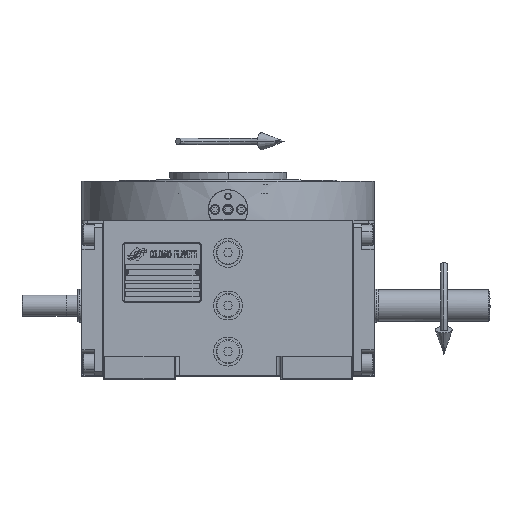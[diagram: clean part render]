
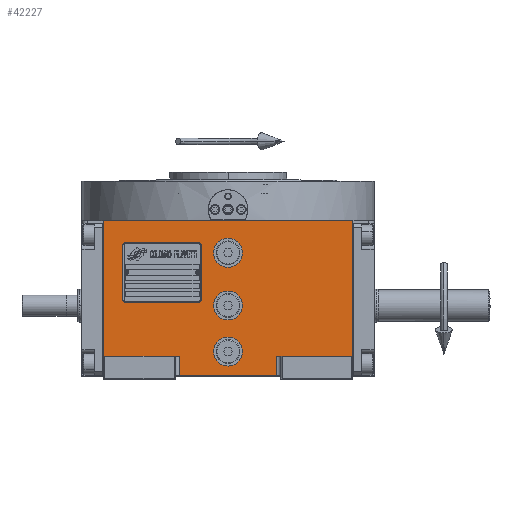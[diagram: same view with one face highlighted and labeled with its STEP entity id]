
A CAD part, top view. The second image highlights one B-rep face of the part: STEP entity #42227.
In plain terms, the highlighted planar face has unit normal (0, 0, 1).
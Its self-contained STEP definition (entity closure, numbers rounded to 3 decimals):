
#143 = VERTEX_POINT ( 'NONE', #2339 ) ;
#834 = VECTOR ( 'NONE', #55624, 1000. ) ;
#1543 = AXIS2_PLACEMENT_3D ( 'NONE', #25887, #40605, #25561 ) ;
#2319 = EDGE_CURVE ( 'NONE', #143, #15428, #42780, .T. ) ;
#2339 = CARTESIAN_POINT ( 'NONE',  ( 37., -38.5, 163.5 ) ) ;
#3430 = CARTESIAN_POINT ( 'NONE',  ( 0., -35., 163.5 ) ) ;
#3441 = DIRECTION ( 'NONE',  ( 1., 0., 0. ) ) ;
#4564 = CARTESIAN_POINT ( 'NONE',  ( 0., 0., 163.5 ) ) ;
#5152 = DIRECTION ( 'NONE',  ( 0., 0., 1. ) ) ;
#6261 = ORIENTED_EDGE ( 'NONE', *, *, #12950, .F. ) ;
#6380 = AXIS2_PLACEMENT_3D ( 'NONE', #63898, #23707, #3441 ) ;
#7124 = ORIENTED_EDGE ( 'NONE', *, *, #56816, .F. ) ;
#7839 = CIRCLE ( 'NONE', #1543, 11. ) ;
#8417 = VECTOR ( 'NONE', #9837, 1000. ) ;
#9402 = DIRECTION ( 'NONE',  ( -1., 0., 0. ) ) ;
#9788 = VERTEX_POINT ( 'NONE', #18719 ) ;
#9837 = DIRECTION ( 'NONE',  ( 0., 1., 0. ) ) ;
#9937 = EDGE_CURVE ( 'NONE', #15428, #55345, #38939, .T. ) ;
#11186 = CIRCLE ( 'NONE', #22648, 11. ) ;
#11261 = FACE_OUTER_BOUND ( 'NONE', #21053, .T. ) ;
#11646 = CARTESIAN_POINT ( 'NONE',  ( -94.5, -38.5, 163.5 ) ) ;
#11762 = CARTESIAN_POINT ( 'NONE',  ( -37., -53.5, 163.5 ) ) ;
#11913 = EDGE_LOOP ( 'NONE', ( #39293, #7124 ) ) ;
#12012 = VERTEX_POINT ( 'NONE', #46926 ) ;
#12072 = ORIENTED_EDGE ( 'NONE', *, *, #42693, .F. ) ;
#12603 = VECTOR ( 'NONE', #16977, 1000. ) ;
#12950 = EDGE_CURVE ( 'NONE', #60520, #12012, #35004, .T. ) ;
#13443 = VERTEX_POINT ( 'NONE', #11646 ) ;
#14374 = DIRECTION ( 'NONE',  ( 0., 1., 0. ) ) ;
#14405 = DIRECTION ( 'NONE',  ( -1., 0., 0. ) ) ;
#14696 = ORIENTED_EDGE ( 'NONE', *, *, #15507, .T. ) ;
#15006 = CARTESIAN_POINT ( 'NONE',  ( -37., -53.5, 163.5 ) ) ;
#15428 = VERTEX_POINT ( 'NONE', #45823 ) ;
#15507 = EDGE_CURVE ( 'NONE', #32147, #9788, #60544, .T. ) ;
#15777 = CARTESIAN_POINT ( 'NONE',  ( -37., -53.5, 163.5 ) ) ;
#15943 = CARTESIAN_POINT ( 'NONE',  ( 0., 40., 163.5 ) ) ;
#16512 = VECTOR ( 'NONE', #27396, 1000. ) ;
#16977 = DIRECTION ( 'NONE',  ( 1., 0., 0. ) ) ;
#18017 = AXIS2_PLACEMENT_3D ( 'NONE', #3430, #53430, #23047 ) ;
#18719 = CARTESIAN_POINT ( 'NONE',  ( 37., -53.5, 163.5 ) ) ;
#19323 = VERTEX_POINT ( 'NONE', #35694 ) ;
#19443 = VECTOR ( 'NONE', #44157, 1000. ) ;
#20261 = DIRECTION ( 'NONE',  ( 0., 0., 1. ) ) ;
#20384 = ORIENTED_EDGE ( 'NONE', *, *, #9937, .T. ) ;
#21053 = EDGE_LOOP ( 'NONE', ( #14696, #56072, #22846, #20384, #27564, #12072, #48364, #48725 ) ) ;
#21345 = EDGE_CURVE ( 'NONE', #12012, #60520, #51427, .T. ) ;
#22225 = VERTEX_POINT ( 'NONE', #59914 ) ;
#22488 = DIRECTION ( 'NONE',  ( 1., 0., 0. ) ) ;
#22648 = AXIS2_PLACEMENT_3D ( 'NONE', #4564, #20261, #14405 ) ;
#22846 = ORIENTED_EDGE ( 'NONE', *, *, #2319, .T. ) ;
#23047 = DIRECTION ( 'NONE',  ( 1., 0., 0. ) ) ;
#23252 = AXIS2_PLACEMENT_3D ( 'NONE', #15943, #5152, #9402 ) ;
#23707 = DIRECTION ( 'NONE',  ( 0., 0., 1. ) ) ;
#24119 = LINE ( 'NONE', #54192, #36795 ) ;
#24210 = CARTESIAN_POINT ( 'NONE',  ( 94.5, -38.5, 163.5 ) ) ;
#24755 = VECTOR ( 'NONE', #57648, 1000. ) ;
#25561 = DIRECTION ( 'NONE',  ( -1., 0., 0. ) ) ;
#25887 = CARTESIAN_POINT ( 'NONE',  ( 0., -35., 163.5 ) ) ;
#26568 = CARTESIAN_POINT ( 'NONE',  ( -94.5, -53.5, 163.5 ) ) ;
#26894 = FACE_BOUND ( 'NONE', #32146, .T. ) ;
#27370 = CARTESIAN_POINT ( 'NONE',  ( 0., 40., 163.5 ) ) ;
#27396 = DIRECTION ( 'NONE',  ( 1., 0., 0. ) ) ;
#27564 = ORIENTED_EDGE ( 'NONE', *, *, #48512, .F. ) ;
#28785 = CARTESIAN_POINT ( 'NONE',  ( -94.5, -38.5, 163.5 ) ) ;
#29143 = EDGE_CURVE ( 'NONE', #13443, #22225, #41315, .T. ) ;
#30806 = AXIS2_PLACEMENT_3D ( 'NONE', #27370, #52551, #22488 ) ;
#31195 = EDGE_CURVE ( 'NONE', #51083, #53557, #7839, .T. ) ;
#32146 = EDGE_LOOP ( 'NONE', ( #6261, #33341 ) ) ;
#32147 = VERTEX_POINT ( 'NONE', #11762 ) ;
#33341 = ORIENTED_EDGE ( 'NONE', *, *, #21345, .F. ) ;
#35004 = CIRCLE ( 'NONE', #30806, 11. ) ;
#35694 = CARTESIAN_POINT ( 'NONE',  ( -11., 0., 163.5 ) ) ;
#36081 = FACE_BOUND ( 'NONE', #49502, .T. ) ;
#36623 = CARTESIAN_POINT ( 'NONE',  ( 11., 0., 163.5 ) ) ;
#36744 = VECTOR ( 'NONE', #14374, 1000. ) ;
#36795 = VECTOR ( 'NONE', #45039, 1000. ) ;
#37047 = DIRECTION ( 'NONE',  ( 1., 0., 0. ) ) ;
#38939 = LINE ( 'NONE', #24210, #19443 ) ;
#39293 = ORIENTED_EDGE ( 'NONE', *, *, #49087, .F. ) ;
#39833 = VERTEX_POINT ( 'NONE', #36623 ) ;
#40140 = LINE ( 'NONE', #15006, #36744 ) ;
#40605 = DIRECTION ( 'NONE',  ( 0., 0., 1. ) ) ;
#41315 = LINE ( 'NONE', #57323, #24755 ) ;
#42111 = CARTESIAN_POINT ( 'NONE',  ( -94.5, 64.5, 163.5 ) ) ;
#42202 = ORIENTED_EDGE ( 'NONE', *, *, #31195, .F. ) ;
#42227 = ADVANCED_FACE ( 'NONE', ( #56983, #36081, #26894, #11261 ), #46208, .T. ) ;
#42693 = EDGE_CURVE ( 'NONE', #13443, #55590, #58582, .T. ) ;
#42780 = LINE ( 'NONE', #52258, #16512 ) ;
#43781 = CARTESIAN_POINT ( 'NONE',  ( -11., -35., 163.5 ) ) ;
#44157 = DIRECTION ( 'NONE',  ( 0., 1., 0. ) ) ;
#45036 = CARTESIAN_POINT ( 'NONE',  ( 11., -35., 163.5 ) ) ;
#45039 = DIRECTION ( 'NONE',  ( 0., -1., 0. ) ) ;
#45823 = CARTESIAN_POINT ( 'NONE',  ( 94.5, -38.5, 163.5 ) ) ;
#46208 = PLANE ( 'NONE',  #46960 ) ;
#46523 = DIRECTION ( 'NONE',  ( 0., 0., 1. ) ) ;
#46926 = CARTESIAN_POINT ( 'NONE',  ( -11., 40., 163.5 ) ) ;
#46960 = AXIS2_PLACEMENT_3D ( 'NONE', #26568, #46523, #37047 ) ;
#47146 = CARTESIAN_POINT ( 'NONE',  ( -94.5, 64.5, 163.5 ) ) ;
#47660 = LINE ( 'NONE', #42111, #12603 ) ;
#48364 = ORIENTED_EDGE ( 'NONE', *, *, #29143, .T. ) ;
#48459 = ORIENTED_EDGE ( 'NONE', *, *, #51687, .F. ) ;
#48512 = EDGE_CURVE ( 'NONE', #55590, #55345, #47660, .T. ) ;
#48725 = ORIENTED_EDGE ( 'NONE', *, *, #62091, .F. ) ;
#49087 = EDGE_CURVE ( 'NONE', #39833, #19323, #50185, .T. ) ;
#49354 = CARTESIAN_POINT ( 'NONE',  ( 11., 40., 163.5 ) ) ;
#49502 = EDGE_LOOP ( 'NONE', ( #48459, #42202 ) ) ;
#50185 = CIRCLE ( 'NONE', #6380, 11. ) ;
#51083 = VERTEX_POINT ( 'NONE', #43781 ) ;
#51427 = CIRCLE ( 'NONE', #23252, 11. ) ;
#51687 = EDGE_CURVE ( 'NONE', #53557, #51083, #53492, .T. ) ;
#52258 = CARTESIAN_POINT ( 'NONE',  ( 37., -38.5, 163.5 ) ) ;
#52551 = DIRECTION ( 'NONE',  ( 0., 0., 1. ) ) ;
#53430 = DIRECTION ( 'NONE',  ( 0., 0., 1. ) ) ;
#53492 = CIRCLE ( 'NONE', #18017, 11. ) ;
#53557 = VERTEX_POINT ( 'NONE', #45036 ) ;
#54192 = CARTESIAN_POINT ( 'NONE',  ( 37., -38.5, 163.5 ) ) ;
#55345 = VERTEX_POINT ( 'NONE', #55358 ) ;
#55358 = CARTESIAN_POINT ( 'NONE',  ( 94.5, 64.5, 163.5 ) ) ;
#55590 = VERTEX_POINT ( 'NONE', #47146 ) ;
#55624 = DIRECTION ( 'NONE',  ( 1., 0., 0. ) ) ;
#56072 = ORIENTED_EDGE ( 'NONE', *, *, #60974, .F. ) ;
#56816 = EDGE_CURVE ( 'NONE', #19323, #39833, #11186, .T. ) ;
#56983 = FACE_BOUND ( 'NONE', #11913, .T. ) ;
#57323 = CARTESIAN_POINT ( 'NONE',  ( -94.5, -38.5, 163.5 ) ) ;
#57648 = DIRECTION ( 'NONE',  ( 1., 0., 0. ) ) ;
#58582 = LINE ( 'NONE', #28785, #8417 ) ;
#59914 = CARTESIAN_POINT ( 'NONE',  ( -37., -38.5, 163.5 ) ) ;
#60520 = VERTEX_POINT ( 'NONE', #49354 ) ;
#60544 = LINE ( 'NONE', #15777, #834 ) ;
#60974 = EDGE_CURVE ( 'NONE', #143, #9788, #24119, .T. ) ;
#62091 = EDGE_CURVE ( 'NONE', #32147, #22225, #40140, .T. ) ;
#63898 = CARTESIAN_POINT ( 'NONE',  ( 0., 0., 163.5 ) ) ;
